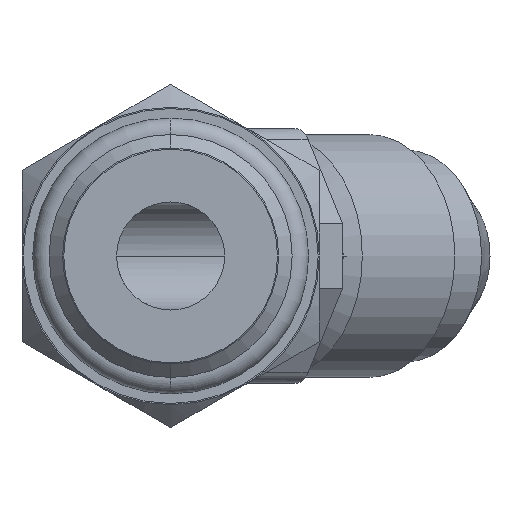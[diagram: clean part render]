
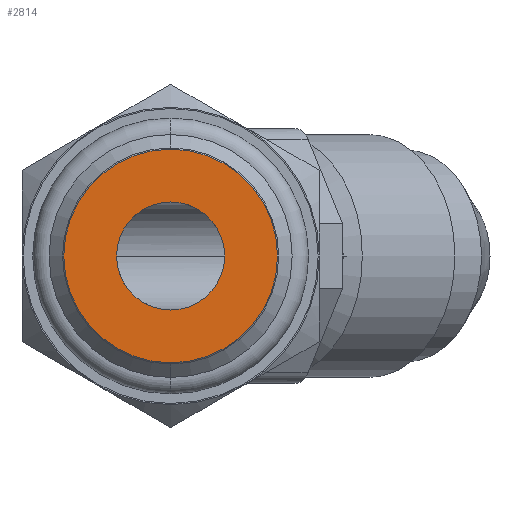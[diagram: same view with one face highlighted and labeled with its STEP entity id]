
A CAD part, left-side view. The second image highlights one B-rep face of the part: STEP entity #2814.
In plain terms, the highlighted planar face has unit normal (-1, 0, 0).
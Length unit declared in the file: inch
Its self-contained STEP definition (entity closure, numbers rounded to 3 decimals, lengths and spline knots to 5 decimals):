
#2073=CARTESIAN_POINT('',(-0.772,0.,0.));
#2074=DIRECTION('',(-1.,0.,0.));
#2075=DIRECTION('',(0.,0.,-1.));
#2076=AXIS2_PLACEMENT_3D('',#2073,#2074,#2075);
#2081=CARTESIAN_POINT('',(-0.772,0.,0.));
#2082=DIRECTION('',(1.,0.,0.));
#2083=DIRECTION('',(0.,0.,-1.));
#2084=AXIS2_PLACEMENT_3D('',#2081,#2082,#2083);
#2089=CARTESIAN_POINT('',(-0.772,0.,0.));
#2090=DIRECTION('',(-1.,0.,0.));
#2091=DIRECTION('',(0.,-1.,0.));
#2092=AXIS2_PLACEMENT_3D('',#2089,#2090,#2091);
#2097=CARTESIAN_POINT('',(-0.772,0.,0.));
#2098=DIRECTION('',(-1.,0.,0.));
#2099=DIRECTION('',(0.,1.,0.));
#2100=AXIS2_PLACEMENT_3D('',#2097,#2098,#2099);
#2705=CARTESIAN_POINT('',(-0.772,0.,-0.24725));
#2706=VERTEX_POINT('',#2705);
#2715=CARTESIAN_POINT('',(-0.772,0.,0.24725));
#2716=VERTEX_POINT('',#2715);
#2765=CARTESIAN_POINT('',(-0.772,-0.125,0.));
#2766=CARTESIAN_POINT('',(-0.772,0.125,0.));
#2767=VERTEX_POINT('',#2765);
#2768=VERTEX_POINT('',#2766);
#2799=CARTESIAN_POINT('',(-0.772,0.,0.));
#2800=DIRECTION('',(1.,0.,0.));
#2801=DIRECTION('',(0.,0.,1.));
#2802=AXIS2_PLACEMENT_3D('',#2799,#2800,#2801);
#2803=PLANE('',#2802);
#2804=ORIENTED_EDGE('',*,*,#2791,.F.);
#2805=ORIENTED_EDGE('',*,*,#2780,.T.);
#2806=EDGE_LOOP('',(#2804,#2805));
#2807=FACE_OUTER_BOUND('',#2806,.F.);
#2809=ORIENTED_EDGE('',*,*,#2808,.T.);
#2811=ORIENTED_EDGE('',*,*,#2810,.T.);
#2812=EDGE_LOOP('',(#2809,#2811));
#2813=FACE_BOUND('',#2812,.F.);
#2077=CIRCLE('',#2076,0.24725);
#2085=CIRCLE('',#2084,0.24725);
#2093=CIRCLE('',#2092,0.125);
#2101=CIRCLE('',#2100,0.125);
#2780=EDGE_CURVE('',#2706,#2716,#2085,.T.);
#2791=EDGE_CURVE('',#2706,#2716,#2077,.T.);
#2808=EDGE_CURVE('',#2767,#2768,#2093,.T.);
#2810=EDGE_CURVE('',#2768,#2767,#2101,.T.);
#2814=ADVANCED_FACE('',(#2807,#2813),#2803,.F.);
